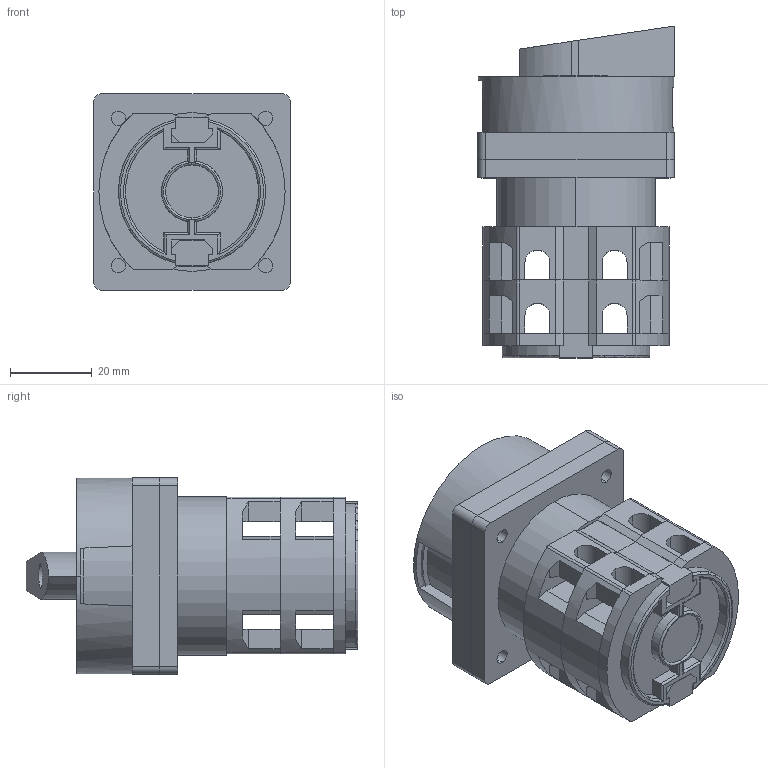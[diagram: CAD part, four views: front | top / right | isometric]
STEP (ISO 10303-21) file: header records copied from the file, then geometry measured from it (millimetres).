
FILE_DESCRIPTION (( 'STEP AP214' ), '1' );
FILE_NAME ('Ñáîðêà 2 êîíòàêòíûõ ðÿäà 4G25 S6.STEP', '2024-03-30T05:35:41', ( '' ), ( '' ), 'SwSTEP 2.0', 'SolidWorks 2022', '' );
FILE_SCHEMA (( 'AUTOMOTIVE_DESIGN' ));
Length unit declared in the file: millimetre
Products named in the file (8): Сборка 2 контактных ряда 4G25 S6; Бобышка для экрана Скруг; Вверх рубильника Скруг; контактный вверх; Ось; контактный низ; Проставка экрана; Рычаг скруг
Assembly tree (8 placements, depth 3):
  Сборка 2 контактных ряда 4G25 S6
    Вверх рубильника Скруг
      Рычаг скруг
      Бобышка для экрана Скруг
    контактный вверх  x2
    контактный низ
    Ось
    Проставка экрана
Bounding box: 48 x 81.1 x 48 mm (x, y, z)
Volume: 86704.2 mm3; surface area: 48133.8 mm2
Topology: 13 solids, 13 shells, 451 faces, 1211 edges, 796 vertices
Faces by surface type: plane 275, cylinder 127, bspline 28, torus 13, cone 8
Entity records: 12781 total; most frequent: CARTESIAN_POINT 3420, ORIENTED_EDGE 1894, DIRECTION 1813, EDGE_CURVE 947, VERTEX_POINT 620, VECTOR 619, LINE 619, AXIS2_PLACEMENT_3D 597
